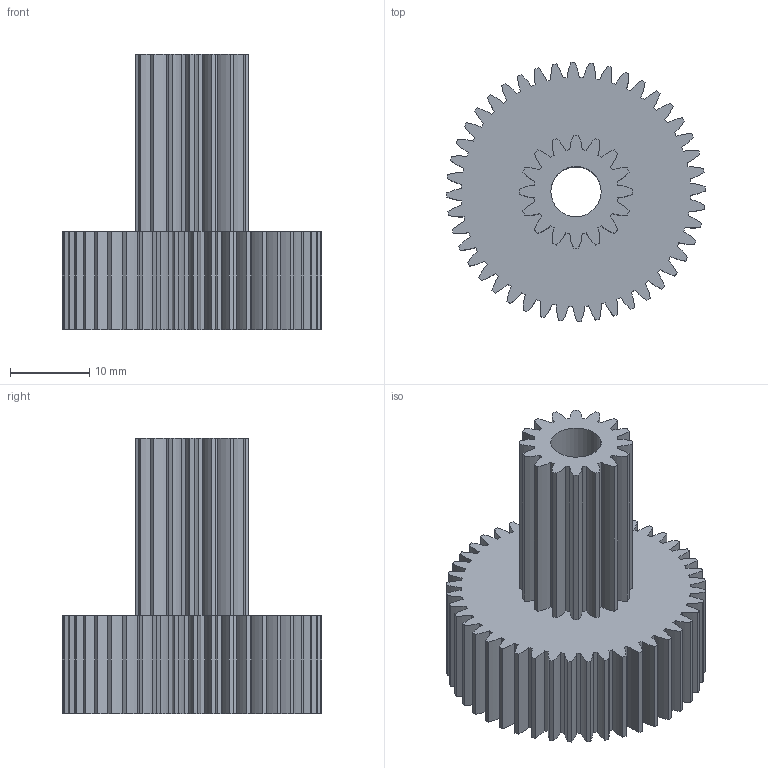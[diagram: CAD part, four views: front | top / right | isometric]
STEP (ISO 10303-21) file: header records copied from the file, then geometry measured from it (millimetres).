
FILE_DESCRIPTION((''),'2;1');
FILE_NAME('chiapuagear.stp','2002-01-22T21:22:05',('Administrator'),(''),'Autodesk Inventor (tm) 3.0','Autodesk Inventor (tm) 3.0','');
FILE_SCHEMA(('CONFIG_CONTROL_DESIGN'));
Length unit declared in the file: inch
Products named in the file (3): chiapuagear; chiapuagear-1; chiapuagear-2
Assembly tree (2 placements, depth 2):
  chiapuagear
    chiapuagear-1
    chiapuagear-2
Bounding box: 32.74 x 32.74 x 34.76 mm (x, y, z)
Volume: 11030.2 mm3; surface area: 6807.1 mm2
Topology: 2 solids, 2 shells, 248 faces, 732 edges, 488 vertices
Faces by surface type: cylinder 240, bspline 4, plane 4
Entity records: 9013 total; most frequent: DIRECTION 1718, CARTESIAN_POINT 1541, ORIENTED_EDGE 1464, AXIS2_PLACEMENT_3D 737, EDGE_CURVE 732, VERTEX_POINT 488, CIRCLE 488, EDGE_LOOP 252
